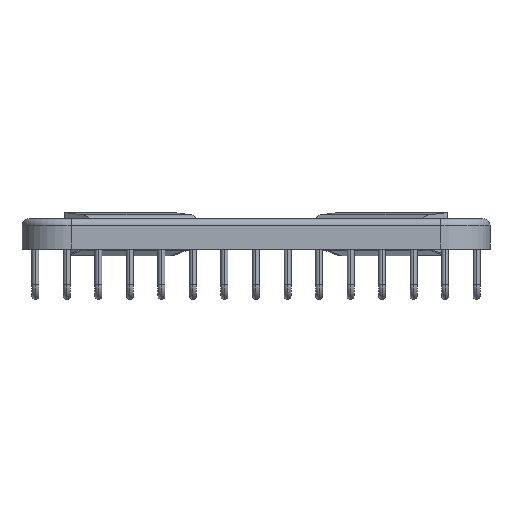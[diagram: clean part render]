
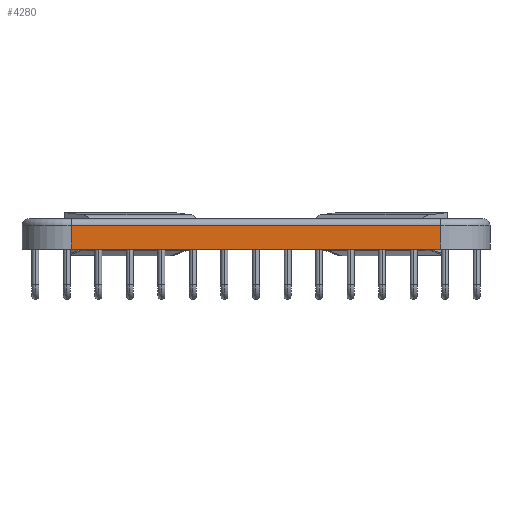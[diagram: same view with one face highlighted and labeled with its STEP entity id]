
A CAD part, front view. The second image highlights one B-rep face of the part: STEP entity #4280.
In plain terms, the highlighted planar face has unit normal (0, -1, 0).
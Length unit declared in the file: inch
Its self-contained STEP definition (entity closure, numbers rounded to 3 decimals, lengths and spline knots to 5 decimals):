
#172=DIRECTION('',(1.,0.,0.));
#173=VECTOR('',#172,6.22);
#174=CARTESIAN_POINT('',(-3.11,0.,-0.256));
#175=LINE('',#174,#173);
#874=DIRECTION('',(0.,0.,1.));
#875=VECTOR('',#874,0.394);
#876=CARTESIAN_POINT('',(3.11,0.,-0.256));
#877=LINE('',#876,#875);
#881=DIRECTION('',(1.,0.,0.));
#882=VECTOR('',#881,6.22);
#883=CARTESIAN_POINT('',(-3.11,0.,0.138));
#884=LINE('',#883,#882);
#888=DIRECTION('',(0.,0.,1.));
#889=VECTOR('',#888,0.394);
#890=CARTESIAN_POINT('',(-3.11,0.,-0.256));
#891=LINE('',#890,#889);
#3447=CARTESIAN_POINT('',(-3.11,0.,-0.256));
#3448=VERTEX_POINT('',#3447);
#3449=CARTESIAN_POINT('',(3.11,0.,-0.256));
#3450=VERTEX_POINT('',#3449);
#3479=CARTESIAN_POINT('',(-3.11,0.,0.138));
#3480=VERTEX_POINT('',#3479);
#3483=CARTESIAN_POINT('',(3.11,0.,0.138));
#3484=VERTEX_POINT('',#3483);
#4267=CARTESIAN_POINT('',(-3.11,0.,-0.256));
#4268=DIRECTION('',(0.,-1.,0.));
#4269=DIRECTION('',(1.,0.,0.));
#4270=AXIS2_PLACEMENT_3D('',#4267,#4268,#4269);
#4271=PLANE('',#4270);
#4273=ORIENTED_EDGE('',*,*,#4272,.T.);
#4274=ORIENTED_EDGE('',*,*,#4262,.F.);
#4275=ORIENTED_EDGE('',*,*,#3924,.F.);
#4277=ORIENTED_EDGE('',*,*,#4276,.T.);
#4278=EDGE_LOOP('',(#4273,#4274,#4275,#4277));
#4279=FACE_OUTER_BOUND('',#4278,.F.);
#3924=EDGE_CURVE('',#3448,#3450,#175,.T.);
#4262=EDGE_CURVE('',#3450,#3484,#877,.T.);
#4272=EDGE_CURVE('',#3480,#3484,#884,.T.);
#4276=EDGE_CURVE('',#3448,#3480,#891,.T.);
#4280=ADVANCED_FACE('',(#4279),#4271,.T.);
